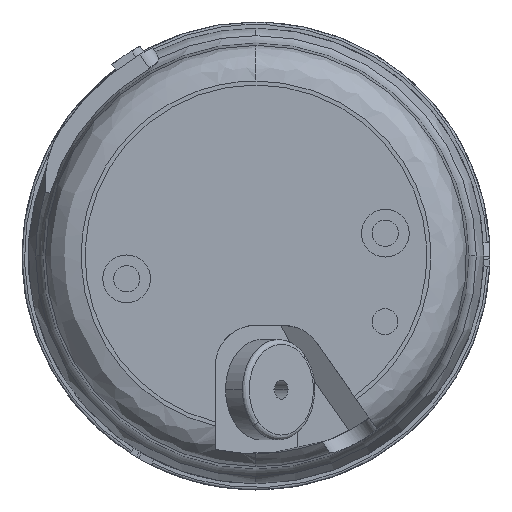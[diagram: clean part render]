
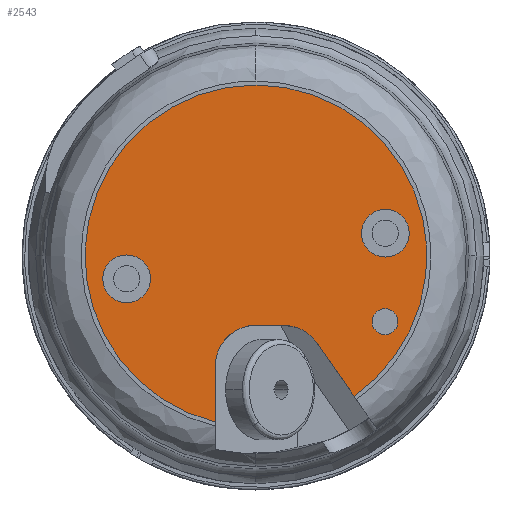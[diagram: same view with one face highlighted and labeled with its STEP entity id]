
A CAD part, front view. The second image highlights one B-rep face of the part: STEP entity #2543.
In plain terms, the highlighted planar face has unit normal (0, -1, 0).
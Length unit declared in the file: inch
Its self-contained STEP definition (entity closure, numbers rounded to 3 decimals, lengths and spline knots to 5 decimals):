
#20 = VERTEX_POINT ( 'NONE', #18043 ) ;
#889 = LINE ( 'NONE', #26113, #19724 ) ;
#925 = DIRECTION ( 'NONE',  ( 0., 0., 1. ) ) ;
#1048 = VERTEX_POINT ( 'NONE', #28531 ) ;
#1064 = AXIS2_PLACEMENT_3D ( 'NONE', #8415, #22856, #5803 ) ;
#1183 = ORIENTED_EDGE ( 'NONE', *, *, #25385, .T. ) ;
#1474 = EDGE_CURVE ( 'NONE', #7126, #21193, #20525, .T. ) ;
#1615 = FACE_BOUND ( 'NONE', #29110, .T. ) ;
#1647 = AXIS2_PLACEMENT_3D ( 'NONE', #22787, #22983, #30024 ) ;
#1690 = CARTESIAN_POINT ( 'NONE',  ( -1.06623, 0.01969, -0.188 ) ) ;
#1977 = DIRECTION ( 'NONE',  ( 0., 0., 1. ) ) ;
#2118 = EDGE_CURVE ( 'NONE', #10359, #26092, #889, .T. ) ;
#2179 = CIRCLE ( 'NONE', #1647, 0.33465 ) ;
#2295 = DIRECTION ( 'NONE',  ( 0., -1., 0. ) ) ;
#2338 = CARTESIAN_POINT ( 'NONE',  ( 0., 0.01969, 0. ) ) ;
#2459 = DIRECTION ( 'NONE',  ( 0., 1., 0. ) ) ;
#2490 = AXIS2_PLACEMENT_3D ( 'NONE', #30897, #28267, #16357 ) ;
#2543 = ADVANCED_FACE ( 'NONE', ( #1615, #8414, #21215, #25016 ), #23446, .T. ) ;
#2673 = ORIENTED_EDGE ( 'NONE', *, *, #15494, .T. ) ;
#3884 = EDGE_CURVE ( 'NONE', #1048, #23908, #15851, .T. ) ;
#4306 = CARTESIAN_POINT ( 'NONE',  ( 0.80843, 0.01969, -1.15455 ) ) ;
#4636 = CARTESIAN_POINT ( 'NONE',  ( 0.49964, 0.01969, -0.71357 ) ) ;
#4694 = CARTESIAN_POINT ( 'NONE',  ( 0.22552, 0.01969, -0.57087 ) ) ;
#4839 = EDGE_CURVE ( 'NONE', #10879, #20, #17318, .T. ) ;
#5350 = CARTESIAN_POINT ( 'NONE',  ( -1.06623, 0.01969, -0.38486 ) ) ;
#5803 = DIRECTION ( 'NONE',  ( 0., 0., -1. ) ) ;
#5885 = VECTOR ( 'NONE', #7292, 39.37008 ) ;
#6103 = AXIS2_PLACEMENT_3D ( 'NONE', #26917, #2459, #27744 ) ;
#6445 = ORIENTED_EDGE ( 'NONE', *, *, #2118, .T. ) ;
#6543 = AXIS2_PLACEMENT_3D ( 'NONE', #28648, #31289, #16835 ) ;
#6632 = DIRECTION ( 'NONE',  ( 0., 1., 0. ) ) ;
#7126 = VERTEX_POINT ( 'NONE', #20104 ) ;
#7292 = DIRECTION ( 'NONE',  ( 0., 0., -1. ) ) ;
#8017 = AXIS2_PLACEMENT_3D ( 'NONE', #20265, #10980, #15637 ) ;
#8414 = FACE_BOUND ( 'NONE', #28808, .T. ) ;
#8415 = CARTESIAN_POINT ( 'NONE',  ( 1.06289, 0.01969, -0.54157 ) ) ;
#9119 = CIRCLE ( 'NONE', #9267, 1.40945 ) ;
#9259 = CARTESIAN_POINT ( 'NONE',  ( 1.06623, 0.01969, 0.188 ) ) ;
#9267 = AXIS2_PLACEMENT_3D ( 'NONE', #9468, #2295, #31053 ) ;
#9468 = CARTESIAN_POINT ( 'NONE',  ( 0., 0.01969, 0. ) ) ;
#9878 = DIRECTION ( 'NONE',  ( -0.574, 0., 0.819 ) ) ;
#9906 = ORIENTED_EDGE ( 'NONE', *, *, #10047, .T. ) ;
#10047 = EDGE_CURVE ( 'NONE', #19078, #10359, #28541, .T. ) ;
#10359 = VERTEX_POINT ( 'NONE', #14984 ) ;
#10879 = VERTEX_POINT ( 'NONE', #13183 ) ;
#10980 = DIRECTION ( 'NONE',  ( 0., 1., 0. ) ) ;
#11829 = CIRCLE ( 'NONE', #6103, 0.1063 ) ;
#12362 = AXIS2_PLACEMENT_3D ( 'NONE', #9259, #6632, #1977 ) ;
#12558 = EDGE_CURVE ( 'NONE', #19078, #20, #31123, .T. ) ;
#12655 = AXIS2_PLACEMENT_3D ( 'NONE', #2338, #14540, #31096 ) ;
#12795 = AXIS2_PLACEMENT_3D ( 'NONE', #24665, #29366, #925 ) ;
#12923 = VERTEX_POINT ( 'NONE', #13593 ) ;
#13183 = CARTESIAN_POINT ( 'NONE',  ( 0., 0.01969, 1.40945 ) ) ;
#13593 = CARTESIAN_POINT ( 'NONE',  ( 1.06289, 0.01969, -0.43527 ) ) ;
#13613 = DIRECTION ( 'NONE',  ( 0., 0., 1. ) ) ;
#14155 = CIRCLE ( 'NONE', #12795, 0.19685 ) ;
#14540 = DIRECTION ( 'NONE',  ( 0., -1., 0. ) ) ;
#14984 = CARTESIAN_POINT ( 'NONE',  ( 0., 0.01969, -0.57087 ) ) ;
#15351 = CARTESIAN_POINT ( 'NONE',  ( 1.06623, 0.01969, 0.38486 ) ) ;
#15494 = EDGE_CURVE ( 'NONE', #12923, #17732, #18207, .T. ) ;
#15637 = DIRECTION ( 'NONE',  ( 0., 0., 1. ) ) ;
#15851 = CIRCLE ( 'NONE', #20313, 0.19685 ) ;
#16271 = ORIENTED_EDGE ( 'NONE', *, *, #4839, .T. ) ;
#16302 = EDGE_CURVE ( 'NONE', #23908, #1048, #14155, .T. ) ;
#16357 = DIRECTION ( 'NONE',  ( 0., 0., -1. ) ) ;
#16835 = DIRECTION ( 'NONE',  ( 0., 0., 1. ) ) ;
#17318 = CIRCLE ( 'NONE', #12655, 1.40945 ) ;
#17732 = VERTEX_POINT ( 'NONE', #20079 ) ;
#18003 = EDGE_CURVE ( 'NONE', #21193, #7126, #20234, .T. ) ;
#18043 = CARTESIAN_POINT ( 'NONE',  ( -0.33465, 0.01969, -1.36915 ) ) ;
#18105 = ORIENTED_EDGE ( 'NONE', *, *, #12558, .F. ) ;
#18207 = CIRCLE ( 'NONE', #1064, 0.1063 ) ;
#18257 = ORIENTED_EDGE ( 'NONE', *, *, #1474, .T. ) ;
#18445 = DIRECTION ( 'NONE',  ( 0., 1., 0. ) ) ;
#19078 = VERTEX_POINT ( 'NONE', #21919 ) ;
#19194 = LINE ( 'NONE', #28922, #21084 ) ;
#19586 = CARTESIAN_POINT ( 'NONE',  ( -0.33465, 0.01969, -1.5952 ) ) ;
#19724 = VECTOR ( 'NONE', #26407, 39.37008 ) ;
#19961 = EDGE_CURVE ( 'NONE', #17732, #12923, #11829, .T. ) ;
#20079 = CARTESIAN_POINT ( 'NONE',  ( 1.06289, 0.01969, -0.64787 ) ) ;
#20104 = CARTESIAN_POINT ( 'NONE',  ( 1.06623, 0.01969, -0.00885 ) ) ;
#20234 = CIRCLE ( 'NONE', #8017, 0.19685 ) ;
#20265 = CARTESIAN_POINT ( 'NONE',  ( 1.06623, 0.01969, 0.188 ) ) ;
#20313 = AXIS2_PLACEMENT_3D ( 'NONE', #1690, #18445, #13613 ) ;
#20525 = CIRCLE ( 'NONE', #12362, 0.19685 ) ;
#20731 = ORIENTED_EDGE ( 'NONE', *, *, #31054, .F. ) ;
#21084 = VECTOR ( 'NONE', #9878, 39.37008 ) ;
#21109 = VERTEX_POINT ( 'NONE', #4306 ) ;
#21193 = VERTEX_POINT ( 'NONE', #15351 ) ;
#21215 = FACE_BOUND ( 'NONE', #22997, .T. ) ;
#21751 = ORIENTED_EDGE ( 'NONE', *, *, #18003, .T. ) ;
#21919 = CARTESIAN_POINT ( 'NONE',  ( -0.33465, 0.01969, -0.90551 ) ) ;
#22787 = CARTESIAN_POINT ( 'NONE',  ( 0.22552, 0.01969, -0.90551 ) ) ;
#22840 = EDGE_CURVE ( 'NONE', #21109, #10879, #9119, .T. ) ;
#22856 = DIRECTION ( 'NONE',  ( 0., 1., 0. ) ) ;
#22983 = DIRECTION ( 'NONE',  ( 0., 1., 0. ) ) ;
#22997 = EDGE_LOOP ( 'NONE', ( #28894, #2673 ) ) ;
#23446 = PLANE ( 'NONE',  #2490 ) ;
#23908 = VERTEX_POINT ( 'NONE', #5350 ) ;
#24665 = CARTESIAN_POINT ( 'NONE',  ( -1.06623, 0.01969, -0.188 ) ) ;
#25016 = FACE_OUTER_BOUND ( 'NONE', #30330, .T. ) ;
#25385 = EDGE_CURVE ( 'NONE', #26092, #30568, #2179, .T. ) ;
#26092 = VERTEX_POINT ( 'NONE', #4694 ) ;
#26113 = CARTESIAN_POINT ( 'NONE',  ( 0., 0.01969, -0.57087 ) ) ;
#26407 = DIRECTION ( 'NONE',  ( 1., 0., 0. ) ) ;
#26917 = CARTESIAN_POINT ( 'NONE',  ( 1.06289, 0.01969, -0.54157 ) ) ;
#27378 = ORIENTED_EDGE ( 'NONE', *, *, #22840, .T. ) ;
#27744 = DIRECTION ( 'NONE',  ( 0., 0., -1. ) ) ;
#28267 = DIRECTION ( 'NONE',  ( 0., -1., 0. ) ) ;
#28531 = CARTESIAN_POINT ( 'NONE',  ( -1.06623, 0.01969, 0.00885 ) ) ;
#28541 = CIRCLE ( 'NONE', #6543, 0.33465 ) ;
#28648 = CARTESIAN_POINT ( 'NONE',  ( 0., 0.01969, -0.90551 ) ) ;
#28808 = EDGE_LOOP ( 'NONE', ( #31211, #29953 ) ) ;
#28894 = ORIENTED_EDGE ( 'NONE', *, *, #19961, .T. ) ;
#28922 = CARTESIAN_POINT ( 'NONE',  ( 0.93488, 0.01969, -1.33515 ) ) ;
#29110 = EDGE_LOOP ( 'NONE', ( #21751, #18257 ) ) ;
#29366 = DIRECTION ( 'NONE',  ( 0., 1., 0. ) ) ;
#29953 = ORIENTED_EDGE ( 'NONE', *, *, #16302, .T. ) ;
#30024 = DIRECTION ( 'NONE',  ( 0., 0., 1. ) ) ;
#30330 = EDGE_LOOP ( 'NONE', ( #20731, #27378, #16271, #18105, #9906, #6445, #1183 ) ) ;
#30568 = VERTEX_POINT ( 'NONE', #4636 ) ;
#30897 = CARTESIAN_POINT ( 'NONE',  ( 0., 0.01969, 0. ) ) ;
#31053 = DIRECTION ( 'NONE',  ( 0., 0., 1. ) ) ;
#31054 = EDGE_CURVE ( 'NONE', #21109, #30568, #19194, .T. ) ;
#31096 = DIRECTION ( 'NONE',  ( 0., 0., 1. ) ) ;
#31123 = LINE ( 'NONE', #19586, #5885 ) ;
#31211 = ORIENTED_EDGE ( 'NONE', *, *, #3884, .T. ) ;
#31289 = DIRECTION ( 'NONE',  ( 0., 1., 0. ) ) ;
